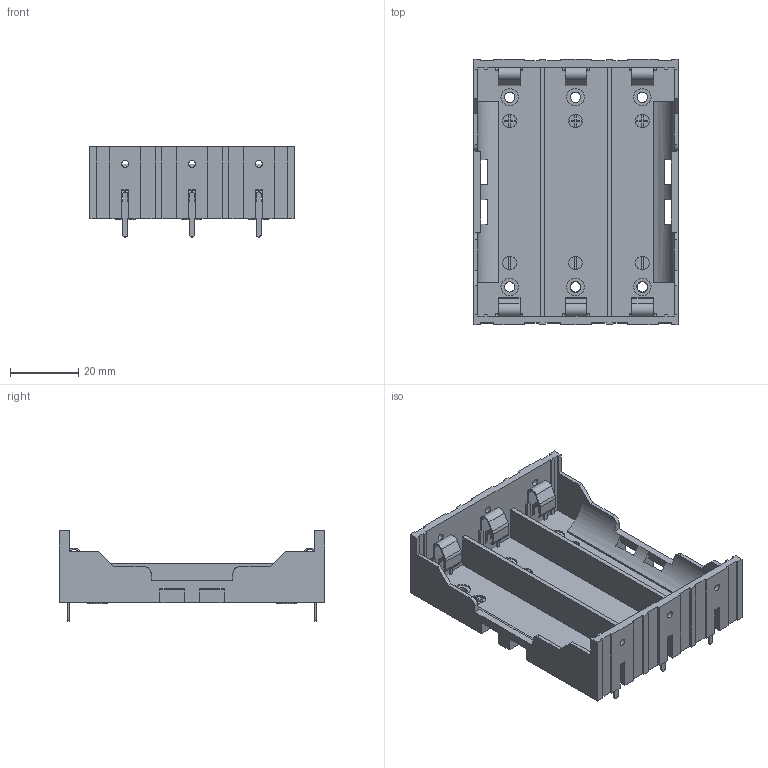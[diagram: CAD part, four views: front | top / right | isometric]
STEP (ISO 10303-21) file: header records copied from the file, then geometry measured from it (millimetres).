
FILE_DESCRIPTION(/* description */ ('STEP AP214'),/* implementation_level */ '2;1');
FILE_NAME(/* name */ '18650 Holder 3 cells.step',/* time_stamp */ '2024-01-21T22:58:15-03:00',/* author */ (''),/* organization */ (''),/* preprocessor_version */ 'ST-DEVELOPER v20',/* originating_system */ 'Autodesk Translation Framework v12.14.0.127',/* authorisation */ '');
FILE_SCHEMA (('AUTOMOTIVE_DESIGN { 1 0 10303 214 3 1 1 }'));
Length unit declared in the file: millimetre
Products named in the file (3): 18650 Holder 3 cells v1; Spring Steel Contact; Holder
Assembly tree (7 placements, depth 2):
  18650 Holder 3 cells v1
    Spring Steel Contact  x6
    Holder
Bounding box: 59.8 x 77.8 x 26.45 mm (x, y, z)
Volume: 16760.5 mm3; surface area: 23041.5 mm2
Topology: 7 solids, 7 shells, 630 faces, 1682 edges, 1072 vertices
Faces by surface type: plane 514, cylinder 116
Full cylindrical faces by diameter (mm): 2 x6, 3 x6, 3.2 x2, 4 x6, 5.1 x6, 5.8 x6
Entity records: 13094 total; most frequent: CARTESIAN_POINT 2340, ORIENTED_EDGE 2284, DIRECTION 2078, EDGE_CURVE 1142, LINE 1018, VECTOR 1018, VERTEX_POINT 752, AXIS2_PLACEMENT_3D 530
